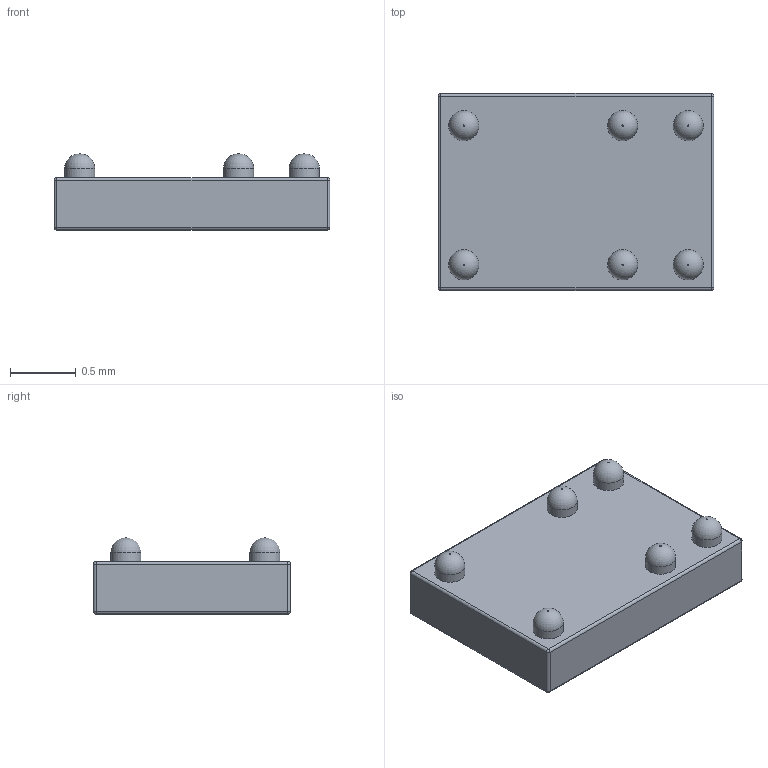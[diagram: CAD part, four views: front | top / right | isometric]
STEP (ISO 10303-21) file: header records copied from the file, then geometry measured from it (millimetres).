
FILE_DESCRIPTION(('HOOPS Exchange Step'),'2;1');
FILE_NAME('temp_export','2023-01-24T15:38:21+08:00',('30abd'),('Shapr3D Limited'),'HOOPS Exchange 2022.2','Shapr3D','Authorized');
FILE_SCHEMA( ('AUTOMOTIVE_DESIGN { 1 0 10303 214 1 1 1 1 }') );
Length unit declared in the file: millimetre
Products named in the file (1): root
Bounding box: 2.1 x 1.5 x 0.58 mm (x, y, z)
Volume: 1.3 mm3; surface area: 10.1 mm2
Topology: 7 solids, 7 shells, 50 faces, 98 edges, 54 vertices
Faces by surface type: cylinder 18, plane 18, sphere 8, torus 6
Full cylindrical faces by diameter (mm): 0.23 x6
Entity records: 1255 total; most frequent: DIRECTION 252, CARTESIAN_POINT 195, ORIENTED_EDGE 180, AXIS2_PLACEMENT_3D 111, EDGE_CURVE 90, CIRCLE 60, VERTEX_POINT 54, EDGE_LOOP 50
